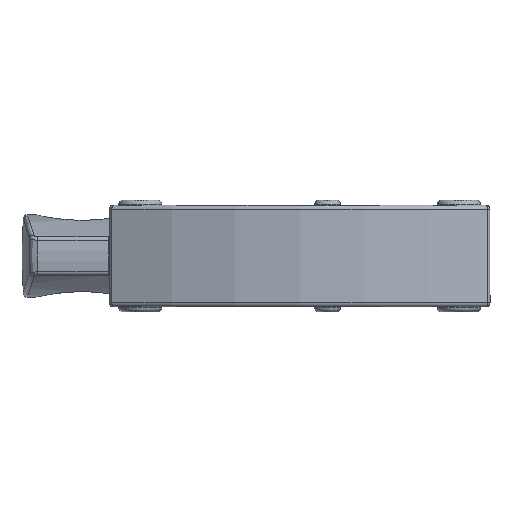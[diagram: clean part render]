
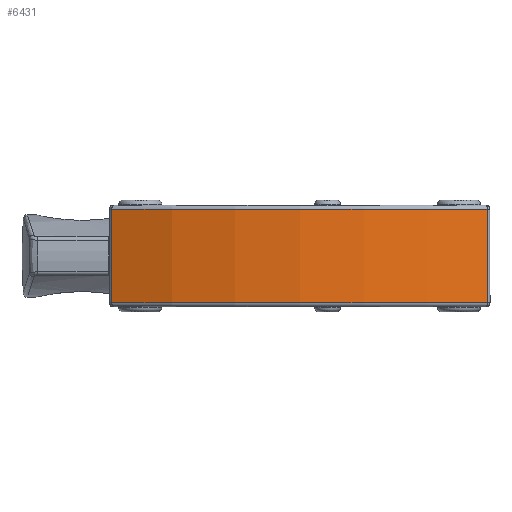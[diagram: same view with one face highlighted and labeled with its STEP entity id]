
A CAD part, left-side view. The second image highlights one B-rep face of the part: STEP entity #6431.
In plain terms, the highlighted cylindrical face has radius 81.925 mm (diameter 163.851 mm), a partial arc.
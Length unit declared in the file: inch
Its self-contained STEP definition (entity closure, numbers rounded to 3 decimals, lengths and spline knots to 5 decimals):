
#5526=CARTESIAN_POINT('',(-0.94751,1.36375,-0.33875));
#5527=VERTEX_POINT('',#5526);
#5544=CARTESIAN_POINT('',(-0.94751,-1.36375,-0.33875));
#5545=VERTEX_POINT('',#5544);
#5553=CARTESIAN_POINT('',(1.97541,0.,-0.33875));
#5554=DIRECTION('',(0.0,0.0,-1.0));
#5555=DIRECTION('',(-1.0,0.0,0.0));
#5556=AXIS2_PLACEMENT_3D('',#5553,#5554,#5555);
#5557=CIRCLE('',#5556,3.22541);
#5558=EDGE_CURVE('',#5545,#5527,#5557,.T.);
#6269=CARTESIAN_POINT('',(-0.94751,-1.36375,0.33875));
#6270=VERTEX_POINT('',#6269);
#6287=CARTESIAN_POINT('',(-0.94751,1.36375,0.33875));
#6288=VERTEX_POINT('',#6287);
#6296=CARTESIAN_POINT('',(1.97541,0.,0.33875));
#6297=DIRECTION('',(0.0,0.0,1.0));
#6298=DIRECTION('',(-1.0,0.0,0.0));
#6299=AXIS2_PLACEMENT_3D('',#6296,#6297,#6298);
#6300=CIRCLE('',#6299,3.22541);
#6301=EDGE_CURVE('',#6288,#6270,#6300,.T.);
#6406=CARTESIAN_POINT('',(-0.94751,-1.36375,-0.33875));
#6407=DIRECTION('',(0.0,0.0,1.0));
#6408=VECTOR('',#6407,0.6775);
#6409=LINE('',#6406,#6408);
#6410=EDGE_CURVE('',#5545,#6270,#6409,.T.);
#6415=CARTESIAN_POINT('',(1.97541,0.,0.));
#6416=DIRECTION('',(0.0,0.,1.0));
#6417=DIRECTION('',(-0.906,0.423,0.));
#6418=AXIS2_PLACEMENT_3D('',#6415,#6416,#6417);
#6419=CYLINDRICAL_SURFACE('',#6418,3.22541);
#6420=ORIENTED_EDGE('',*,*,#5558,.F.);
#6421=ORIENTED_EDGE('',*,*,#6410,.T.);
#6422=ORIENTED_EDGE('',*,*,#6301,.F.);
#6423=CARTESIAN_POINT('',(-0.94751,1.36375,-0.33875));
#6424=DIRECTION('',(0.0,0.0,1.0));
#6425=VECTOR('',#6424,0.6775);
#6426=LINE('',#6423,#6425);
#6427=EDGE_CURVE('',#5527,#6288,#6426,.T.);
#6428=ORIENTED_EDGE('',*,*,#6427,.F.);
#6429=EDGE_LOOP('',(#6420,#6421,#6422,#6428));
#6430=FACE_OUTER_BOUND('',#6429,.T.);
#6431=ADVANCED_FACE('',(#6430),#6419,.T.);
